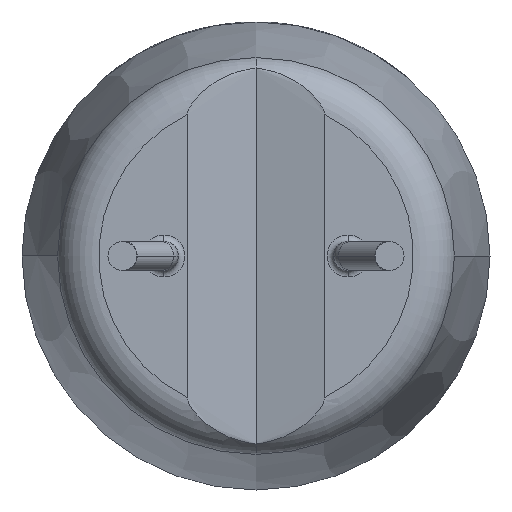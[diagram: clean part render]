
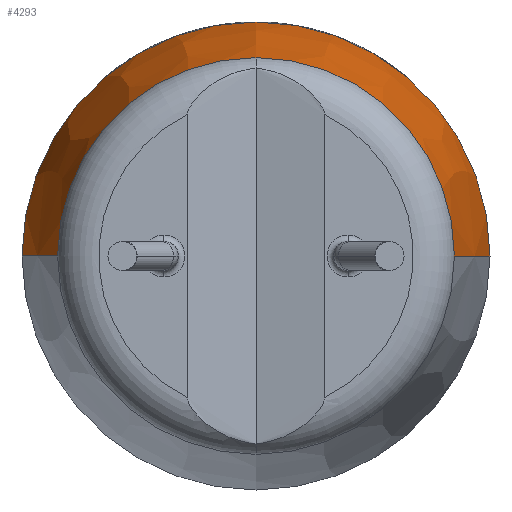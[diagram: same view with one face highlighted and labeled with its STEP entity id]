
A CAD part, front view. The second image highlights one B-rep face of the part: STEP entity #4293.
In plain terms, the highlighted free-form (B-spline) face has degree [3, 3] with [4, 4] control points.
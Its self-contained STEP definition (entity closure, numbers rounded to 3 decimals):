
#77 = CARTESIAN_POINT ( 'NONE',  ( -3.773, 0.671, 0. ) ) ;
#160 = FACE_OUTER_BOUND ( 'NONE', #2924, .T. ) ;
#274 = CARTESIAN_POINT ( 'NONE',  ( 4.45, 5.556, 0. ) ) ;
#328 = CARTESIAN_POINT ( 'NONE',  ( 4.45, 5.556, 0. ) ) ;
#380 = DIRECTION ( 'NONE',  ( 0., -1., 0. ) ) ;
#469 = EDGE_CURVE ( 'NONE', #493, #3979, #4056, .T. ) ;
#493 = VERTEX_POINT ( 'NONE', #738 ) ;
#629 = VERTEX_POINT ( 'NONE', #3078 ) ;
#658 = ORIENTED_EDGE ( 'NONE', *, *, #2620, .T. ) ;
#738 = CARTESIAN_POINT ( 'NONE',  ( -4.45, 5.556, 0. ) ) ;
#864 = CARTESIAN_POINT ( 'NONE',  ( 0., 0.671, 3.773 ) ) ;
#920 = EDGE_CURVE ( 'NONE', #4075, #629, #1639, .T. ) ;
#961 = AXIS2_PLACEMENT_3D ( 'NONE', #4397, #380, #3319 ) ;
#1003 = ORIENTED_EDGE ( 'NONE', *, *, #1110, .F. ) ;
#1013 = CARTESIAN_POINT ( 'NONE',  ( 3.773, 0.671, 0. ) ) ;
#1110 = EDGE_CURVE ( 'NONE', #1225, #629, #4516, .T. ) ;
#1207 = CARTESIAN_POINT ( 'NONE',  ( -3.773, 0.671, 0. ) ) ;
#1225 = VERTEX_POINT ( 'NONE', #2261 ) ;
#1236 = ORIENTED_EDGE ( 'NONE', *, *, #3102, .T. ) ;
#1400 = CARTESIAN_POINT ( 'NONE',  ( -3.954, 1.847, 7.908 ) ) ;
#1463 = CARTESIAN_POINT ( 'NONE',  ( 3.954, 1.847, 0. ) ) ;
#1477 = CARTESIAN_POINT ( 'NONE',  ( -4.393, 3.564, 0. ) ) ;
#1493 = CARTESIAN_POINT ( 'NONE',  ( -4.393, 3.564, 8.786 ) ) ;
#1569 = AXIS2_PLACEMENT_3D ( 'NONE', #2669, #3363, #2339 ) ;
#1582 = EDGE_CURVE ( 'NONE', #3361, #493, #2484, .T. ) ;
#1639 = CIRCLE ( 'NONE', #1569, 3.773 ) ;
#1694 = CARTESIAN_POINT ( 'NONE',  ( 0., 5.556, 0. ) ) ;
#1751 = CARTESIAN_POINT ( 'NONE',  ( -3.773, 0.671, 0. ) ) ;
#1764 = CARTESIAN_POINT ( 'NONE',  ( 3.954, 1.847, 7.908 ) ) ;
#1903 = CIRCLE ( 'NONE', #4266, 4.45 ) ;
#2128 = ORIENTED_EDGE ( 'NONE', *, *, #920, .T. ) ;
#2130 = ORIENTED_EDGE ( 'NONE', *, *, #1582, .T. ) ;
#2137 = CARTESIAN_POINT ( 'NONE',  ( -3.773, 0.671, 7.546 ) ) ;
#2164 = CARTESIAN_POINT ( 'NONE',  ( 4.393, 3.564, 0. ) ) ;
#2199 =( BOUNDED_SURFACE ( )  B_SPLINE_SURFACE ( 3, 3, ( 
 ( #274, #4042, #3684, #3704 ),
 ( #4415, #3189, #1493, #1477 ),
 ( #4057, #1764, #1400, #4655 ),
 ( #1013, #3557, #2137, #1751 ) ),
 .UNSPECIFIED., .F., .F., .T. ) 
 B_SPLINE_SURFACE_WITH_KNOTS ( ( 4, 4 ),
 ( 4, 4 ),
 ( 0., 0.826 ),
 ( 0., 1. ),
 .UNSPECIFIED. ) 
 GEOMETRIC_REPRESENTATION_ITEM ( )  RATIONAL_B_SPLINE_SURFACE ( (
 ( 1., 0.333, 0.333, 1.),
 ( 1., 0.333, 0.333, 1.),
 ( 1., 0.333, 0.333, 1.),
 ( 1., 0.333, 0.333, 1.) ) ) 
 REPRESENTATION_ITEM ( '' )  SURFACE ( )  );
#2261 = CARTESIAN_POINT ( 'NONE',  ( 4.45, 5.556, 0. ) ) ;
#2339 = DIRECTION ( 'NONE',  ( 0., 0., -1. ) ) ;
#2363 = CARTESIAN_POINT ( 'NONE',  ( 0., 0.671, 0. ) ) ;
#2411 = DIRECTION ( 'NONE',  ( 0., 0., -1. ) ) ;
#2484 = CIRCLE ( 'NONE', #961, 4.45 ) ;
#2620 = EDGE_CURVE ( 'NONE', #1225, #3361, #1903, .T. ) ;
#2669 = CARTESIAN_POINT ( 'NONE',  ( 0., 0.671, 0. ) ) ;
#2677 = DIRECTION ( 'NONE',  ( 0., 1., 0. ) ) ;
#2842 = ORIENTED_EDGE ( 'NONE', *, *, #469, .T. ) ;
#2924 = EDGE_LOOP ( 'NONE', ( #2130, #2842, #1236, #2128, #1003, #658 ) ) ;
#2992 = AXIS2_PLACEMENT_3D ( 'NONE', #2363, #2677, #3418 ) ;
#3078 = CARTESIAN_POINT ( 'NONE',  ( 3.773, 0.671, 0. ) ) ;
#3102 = EDGE_CURVE ( 'NONE', #3979, #4075, #4306, .T. ) ;
#3189 = CARTESIAN_POINT ( 'NONE',  ( 4.393, 3.564, 8.786 ) ) ;
#3301 = CARTESIAN_POINT ( 'NONE',  ( 3.773, 0.671, 0. ) ) ;
#3319 = DIRECTION ( 'NONE',  ( 0., 0., -1. ) ) ;
#3361 = VERTEX_POINT ( 'NONE', #3499 ) ;
#3363 = DIRECTION ( 'NONE',  ( 0., 1., 0. ) ) ;
#3400 = CARTESIAN_POINT ( 'NONE',  ( -4.45, 5.556, 0. ) ) ;
#3418 = DIRECTION ( 'NONE',  ( 0., 0., -1. ) ) ;
#3499 = CARTESIAN_POINT ( 'NONE',  ( 0., 5.556, 4.45 ) ) ;
#3557 = CARTESIAN_POINT ( 'NONE',  ( 3.773, 0.671, 7.546 ) ) ;
#3684 = CARTESIAN_POINT ( 'NONE',  ( -4.45, 5.556, 8.9 ) ) ;
#3704 = CARTESIAN_POINT ( 'NONE',  ( -4.45, 5.556, 0. ) ) ;
#3786 = CARTESIAN_POINT ( 'NONE',  ( -3.954, 1.847, 0. ) ) ;
#3979 = VERTEX_POINT ( 'NONE', #1207 ) ;
#4042 = CARTESIAN_POINT ( 'NONE',  ( 4.45, 5.556, 8.9 ) ) ;
#4056 = B_SPLINE_CURVE_WITH_KNOTS ( 'NONE', 3,
 ( #3400, #4504, #3786, #77 ),
 .UNSPECIFIED., .F., .F.,
 ( 4, 4 ),
 ( 0., 0.826 ),
 .UNSPECIFIED. ) ;
#4057 = CARTESIAN_POINT ( 'NONE',  ( 3.954, 1.847, 0. ) ) ;
#4075 = VERTEX_POINT ( 'NONE', #864 ) ;
#4227 = DIRECTION ( 'NONE',  ( 0., -1., 0. ) ) ;
#4266 = AXIS2_PLACEMENT_3D ( 'NONE', #1694, #4227, #2411 ) ;
#4293 = ADVANCED_FACE ( 'NONE', ( #160 ), #2199, .F. ) ;
#4306 = CIRCLE ( 'NONE', #2992, 3.773 ) ;
#4397 = CARTESIAN_POINT ( 'NONE',  ( 0., 5.556, 0. ) ) ;
#4415 = CARTESIAN_POINT ( 'NONE',  ( 4.393, 3.564, 0. ) ) ;
#4504 = CARTESIAN_POINT ( 'NONE',  ( -4.393, 3.564, 0. ) ) ;
#4516 = B_SPLINE_CURVE_WITH_KNOTS ( 'NONE', 3,
 ( #328, #2164, #1463, #3301 ),
 .UNSPECIFIED., .F., .F.,
 ( 4, 4 ),
 ( 0., 0.826 ),
 .UNSPECIFIED. ) ;
#4655 = CARTESIAN_POINT ( 'NONE',  ( -3.954, 1.847, 0. ) ) ;
